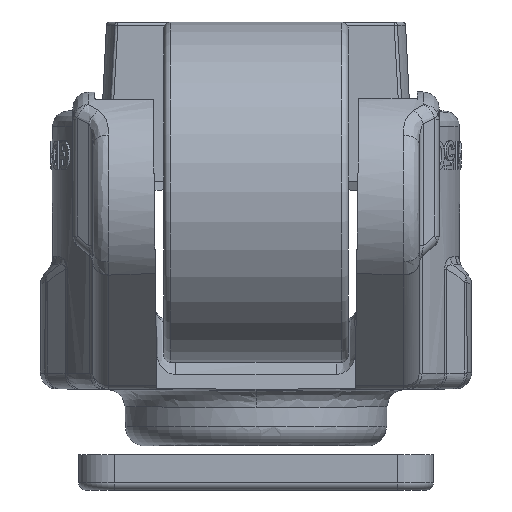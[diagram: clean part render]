
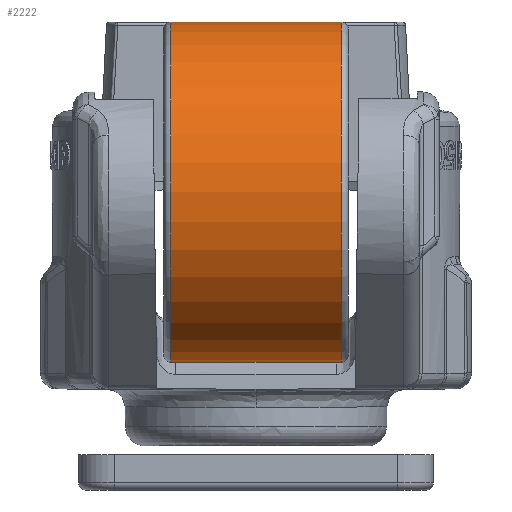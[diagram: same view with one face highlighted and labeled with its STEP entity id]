
A CAD part, front view. The second image highlights one B-rep face of the part: STEP entity #2222.
In plain terms, the highlighted cylindrical face has radius 48 mm (diameter 96 mm), a full revolution.
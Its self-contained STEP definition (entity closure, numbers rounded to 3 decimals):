
#853=CIRCLE('',#8622,48.);
#854=CIRCLE('',#8623,48.);
#2222=ADVANCED_FACE('',(#2511,#2512),#2411,.T.);
#2411=CYLINDRICAL_SURFACE('',#8624,48.);
#2511=FACE_BOUND('',#3012,.T.);
#2512=FACE_BOUND('',#3013,.T.);
#3012=EDGE_LOOP('',(#5254));
#3013=EDGE_LOOP('',(#5255));
#5254=ORIENTED_EDGE('',*,*,#7361,.T.);
#5255=ORIENTED_EDGE('',*,*,#7362,.T.);
#6198=VERTEX_POINT('',#19069);
#6199=VERTEX_POINT('',#19071);
#7361=EDGE_CURVE('',#6198,#6198,#853,.T.);
#7362=EDGE_CURVE('',#6199,#6199,#854,.T.);
#8622=AXIS2_PLACEMENT_3D('',#19068,#9787,#9788);
#8623=AXIS2_PLACEMENT_3D('',#19070,#9789,#9790);
#8624=AXIS2_PLACEMENT_3D('',#19072,#9791,#9792);
#9787=DIRECTION('',(1.,0.,0.));
#9788=DIRECTION('',(0.,0.,1.));
#9789=DIRECTION('',(-1.,0.,0.));
#9790=DIRECTION('',(0.,0.,-1.));
#9791=DIRECTION('',(-1.,0.,0.));
#9792=DIRECTION('',(0.,0.,1.));
#19068=CARTESIAN_POINT('',(-23.904,-69.167,72.291));
#19069=CARTESIAN_POINT('',(-23.904,-69.167,120.291));
#19070=CARTESIAN_POINT('',(24.096,-69.167,72.291));
#19071=CARTESIAN_POINT('',(24.096,-69.167,24.291));
#19072=CARTESIAN_POINT('',(40.096,-69.167,72.291));
